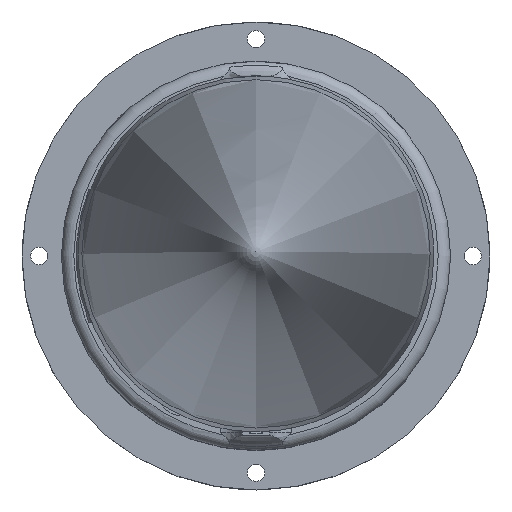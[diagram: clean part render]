
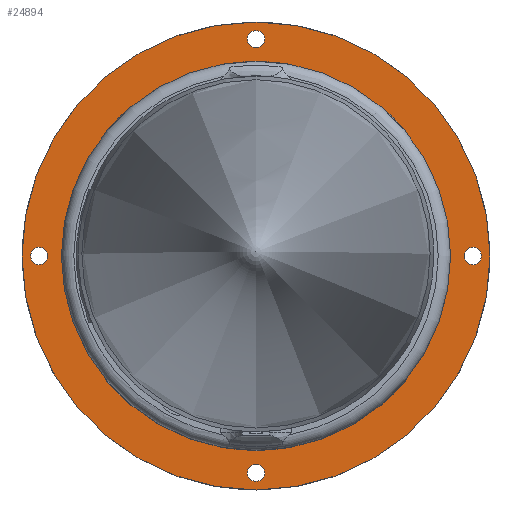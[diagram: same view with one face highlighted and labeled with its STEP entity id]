
A CAD part, top view. The second image highlights one B-rep face of the part: STEP entity #24894.
In plain terms, the highlighted planar face has unit normal (0, 0, 1).
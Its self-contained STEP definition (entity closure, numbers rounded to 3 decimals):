
#1482=FACE_BOUND('',#5051,.T.);
#1483=FACE_BOUND('',#5052,.T.);
#1484=FACE_BOUND('',#5053,.T.);
#1485=FACE_BOUND('',#5054,.T.);
#1486=FACE_BOUND('',#5055,.T.);
#2191=PLANE('',#26884);
#3456=FACE_OUTER_BOUND('',#5050,.T.);
#5050=EDGE_LOOP('',(#23018));
#5051=EDGE_LOOP('',(#23019));
#5052=EDGE_LOOP('',(#23020));
#5053=EDGE_LOOP('',(#23021));
#5054=EDGE_LOOP('',(#23022));
#5055=EDGE_LOOP('',(#23023));
#10319=CIRCLE('',#26357,39.5);
#10366=CIRCLE('',#26861,1.75);
#10370=CIRCLE('',#26868,1.75);
#10372=CIRCLE('',#26873,1.75);
#10374=CIRCLE('',#26877,1.75);
#10375=CIRCLE('',#26879,47.5);
#11816=VERTEX_POINT('',#47307);
#12641=VERTEX_POINT('',#54226);
#12644=VERTEX_POINT('',#54292);
#12646=VERTEX_POINT('',#54301);
#12648=VERTEX_POINT('',#54309);
#12649=VERTEX_POINT('',#54313);
#14662=EDGE_CURVE('',#11816,#11816,#10319,.T.);
#16103=EDGE_CURVE('',#12641,#12641,#10366,.T.);
#16112=EDGE_CURVE('',#12644,#12644,#10370,.T.);
#16116=EDGE_CURVE('',#12646,#12646,#10372,.T.);
#16120=EDGE_CURVE('',#12648,#12648,#10374,.T.);
#16121=EDGE_CURVE('',#12649,#12649,#10375,.T.);
#23018=ORIENTED_EDGE('',*,*,#16121,.T.);
#23019=ORIENTED_EDGE('',*,*,#16103,.T.);
#23020=ORIENTED_EDGE('',*,*,#16112,.T.);
#23021=ORIENTED_EDGE('',*,*,#16116,.T.);
#23022=ORIENTED_EDGE('',*,*,#16120,.T.);
#23023=ORIENTED_EDGE('',*,*,#14662,.T.);
#24894=ADVANCED_FACE('',(#3456,#1482,#1483,#1484,#1485,#1486),#2191,.T.);
#26357=AXIS2_PLACEMENT_3D('',#47309,#30421,#30422);
#26861=AXIS2_PLACEMENT_3D('',#54228,#32424,#32425);
#26868=AXIS2_PLACEMENT_3D('',#54294,#32440,#32441);
#26873=AXIS2_PLACEMENT_3D('',#54303,#32452,#32453);
#26877=AXIS2_PLACEMENT_3D('',#54311,#32462,#32463);
#26879=AXIS2_PLACEMENT_3D('',#54314,#32466,#32467);
#26884=AXIS2_PLACEMENT_3D('',#54324,#32481,#32482);
#30421=DIRECTION('center_axis',(0.,0.,-1.));
#30422=DIRECTION('ref_axis',(-1.,0.,0.));
#32424=DIRECTION('center_axis',(0.,0.,-1.));
#32425=DIRECTION('ref_axis',(0.,1.,0.));
#32440=DIRECTION('center_axis',(0.,0.,-1.));
#32441=DIRECTION('ref_axis',(1.,0.,0.));
#32452=DIRECTION('center_axis',(0.,0.,-1.));
#32453=DIRECTION('ref_axis',(0.,-1.,0.));
#32462=DIRECTION('center_axis',(0.,0.,-1.));
#32463=DIRECTION('ref_axis',(-1.,0.,0.));
#32466=DIRECTION('center_axis',(0.,0.,1.));
#32467=DIRECTION('ref_axis',(1.,0.,0.));
#32481=DIRECTION('center_axis',(0.,0.,1.));
#32482=DIRECTION('ref_axis',(1.,0.,0.));
#47307=CARTESIAN_POINT('',(39.5,0.,5.));
#47309=CARTESIAN_POINT('Origin',(0.,0.,5.));
#54226=CARTESIAN_POINT('',(-44.,-1.75,5.));
#54228=CARTESIAN_POINT('Origin',(-44.,0.,5.));
#54292=CARTESIAN_POINT('',(-1.75,44.,5.));
#54294=CARTESIAN_POINT('Origin',(0.,44.,5.));
#54301=CARTESIAN_POINT('',(44.,1.75,5.));
#54303=CARTESIAN_POINT('Origin',(44.,0.,5.));
#54309=CARTESIAN_POINT('',(1.75,-44.,5.));
#54311=CARTESIAN_POINT('Origin',(0.,-44.,5.));
#54313=CARTESIAN_POINT('',(-47.5,0.,5.));
#54314=CARTESIAN_POINT('Origin',(0.,0.,5.));
#54324=CARTESIAN_POINT('Origin',(0.,0.,5.));
